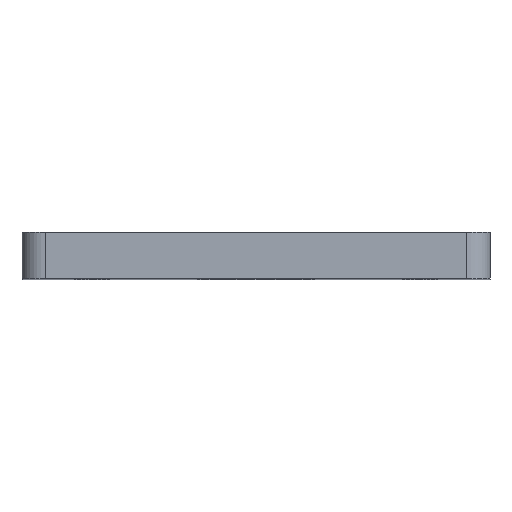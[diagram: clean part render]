
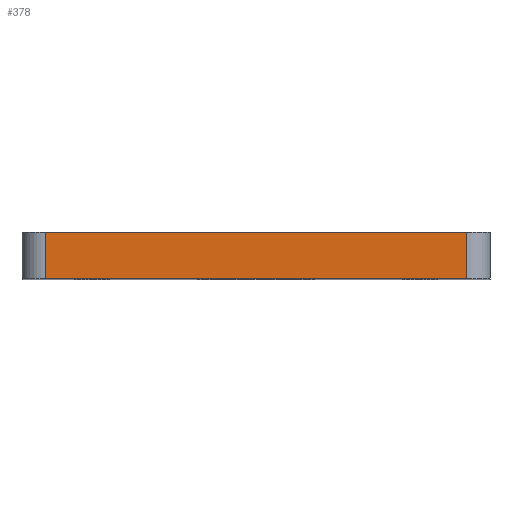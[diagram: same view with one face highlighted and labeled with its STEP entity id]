
A CAD part, top view. The second image highlights one B-rep face of the part: STEP entity #378.
In plain terms, the highlighted planar face has unit normal (0, 0, 1).
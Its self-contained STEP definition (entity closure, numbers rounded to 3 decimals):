
#12 = CARTESIAN_POINT ( 'NONE',  ( -20., 4., 21.5 ) ) ;
#81 = EDGE_CURVE ( 'NONE', #427, #214, #283, .T. ) ;
#82 = CARTESIAN_POINT ( 'NONE',  ( 18., 4., 21.5 ) ) ;
#86 = EDGE_CURVE ( 'NONE', #534, #427, #728, .T. ) ;
#131 = EDGE_LOOP ( 'NONE', ( #507, #444, #236, #271 ) ) ;
#141 = PLANE ( 'NONE',  #654 ) ;
#163 = CARTESIAN_POINT ( 'NONE',  ( -18., 4., 21.5 ) ) ;
#164 = VECTOR ( 'NONE', #547, 1000. ) ;
#187 = DIRECTION ( 'NONE',  ( 1., 0., 0. ) ) ;
#214 = VERTEX_POINT ( 'NONE', #306 ) ;
#236 = ORIENTED_EDGE ( 'NONE', *, *, #583, .F. ) ;
#271 = ORIENTED_EDGE ( 'NONE', *, *, #86, .T. ) ;
#283 = LINE ( 'NONE', #462, #400 ) ;
#306 = CARTESIAN_POINT ( 'NONE',  ( 18., 0., 21.5 ) ) ;
#324 = DIRECTION ( 'NONE',  ( 0., 0., -1. ) ) ;
#378 = ADVANCED_FACE ( 'NONE', ( #602 ), #141, .F. ) ;
#400 = VECTOR ( 'NONE', #509, 1000. ) ;
#424 = EDGE_CURVE ( 'NONE', #214, #563, #443, .T. ) ;
#425 = CARTESIAN_POINT ( 'NONE',  ( 18., 4., 21.5 ) ) ;
#427 = VERTEX_POINT ( 'NONE', #549 ) ;
#443 = LINE ( 'NONE', #82, #164 ) ;
#444 = ORIENTED_EDGE ( 'NONE', *, *, #424, .T. ) ;
#462 = CARTESIAN_POINT ( 'NONE',  ( -20., 0., 21.5 ) ) ;
#475 = CARTESIAN_POINT ( 'NONE',  ( -20., 4., 21.5 ) ) ;
#489 = VECTOR ( 'NONE', #187, 1000. ) ;
#507 = ORIENTED_EDGE ( 'NONE', *, *, #81, .T. ) ;
#509 = DIRECTION ( 'NONE',  ( 1., 0., 0. ) ) ;
#534 = VERTEX_POINT ( 'NONE', #670 ) ;
#546 = DIRECTION ( 'NONE',  ( -1., 0., 0. ) ) ;
#547 = DIRECTION ( 'NONE',  ( 0., 1., 0. ) ) ;
#548 = VECTOR ( 'NONE', #620, 1000. ) ;
#549 = CARTESIAN_POINT ( 'NONE',  ( -18., 0., 21.5 ) ) ;
#563 = VERTEX_POINT ( 'NONE', #425 ) ;
#583 = EDGE_CURVE ( 'NONE', #534, #563, #587, .T. ) ;
#587 = LINE ( 'NONE', #475, #489 ) ;
#602 = FACE_OUTER_BOUND ( 'NONE', #131, .T. ) ;
#620 = DIRECTION ( 'NONE',  ( 0., -1., 0. ) ) ;
#654 = AXIS2_PLACEMENT_3D ( 'NONE', #12, #324, #546 ) ;
#670 = CARTESIAN_POINT ( 'NONE',  ( -18., 4., 21.5 ) ) ;
#728 = LINE ( 'NONE', #163, #548 ) ;
